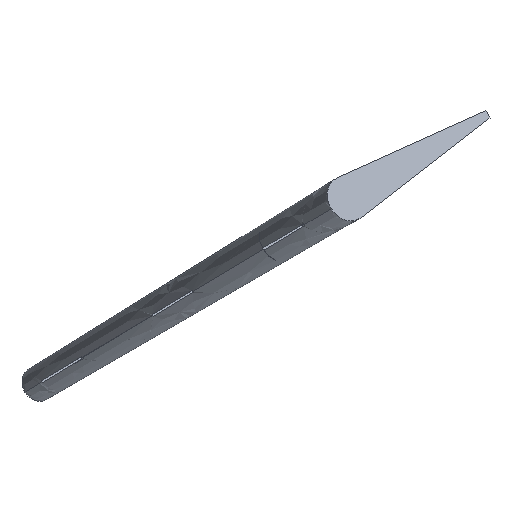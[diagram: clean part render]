
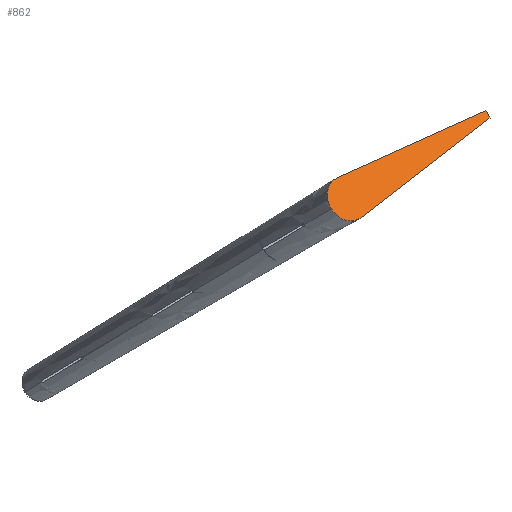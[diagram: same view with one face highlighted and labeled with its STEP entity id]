
A CAD part, isometric view. The second image highlights one B-rep face of the part: STEP entity #862.
In plain terms, the highlighted planar face has unit normal (0, -0.7, 0.714).
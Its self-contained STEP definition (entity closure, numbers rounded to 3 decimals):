
#1 = CARTESIAN_POINT ( 'NONE',  ( 1084.018, 1004.152, 775.22 ) ) ;
#8 = CARTESIAN_POINT ( 'NONE',  ( 1085.186, 1005.207, 776.255 ) ) ;
#19 = VERTEX_POINT ( 'NONE', #542 ) ;
#35 = EDGE_LOOP ( 'NONE', ( #253, #480, #1447, #817, #436 ) ) ;
#67 = CARTESIAN_POINT ( 'NONE',  ( 1088.298, 999.936, 771.083 ) ) ;
#93 = CARTESIAN_POINT ( 'NONE',  ( 1123.587, 1002.837, 773.93 ) ) ;
#102 = CARTESIAN_POINT ( 'NONE',  ( 1083.614, 1002.835, 773.928 ) ) ;
#103 = CARTESIAN_POINT ( 'NONE',  ( 1088.182, 1005.865, 776.9 ) ) ;
#111 = CARTESIAN_POINT ( 'NONE',  ( 1084.957, 1000.731, 771.864 ) ) ;
#193 = VERTEX_POINT ( 'NONE', #103 ) ;
#217 = VECTOR ( 'NONE', #1187, 1000. ) ;
#233 = CARTESIAN_POINT ( 'NONE',  ( 1087.022, 1005.817, 776.854 ) ) ;
#240 = CARTESIAN_POINT ( 'NONE',  ( 1084.225, 1004.425, 775.488 ) ) ;
#245 = VERTEX_POINT ( 'NONE', #383 ) ;
#253 = ORIENTED_EDGE ( 'NONE', *, *, #1485, .T. ) ;
#342 = CARTESIAN_POINT ( 'NONE',  ( 1085.916, 1005.542, 776.584 ) ) ;
#350 = CARTESIAN_POINT ( 'NONE',  ( 1087.596, 1005.872, 776.908 ) ) ;
#356 = FACE_OUTER_BOUND ( 'NONE', #35, .T. ) ;
#383 = CARTESIAN_POINT ( 'NONE',  ( 1123.604, 1003.789, 774.864 ) ) ;
#428 = CARTESIAN_POINT ( 'NONE',  ( 1088.298, 999.936, 771.083 ) ) ;
#436 = ORIENTED_EDGE ( 'NONE', *, *, #1396, .T. ) ;
#439 = CARTESIAN_POINT ( 'NONE',  ( 1117.709, 1004.201, 775.269 ) ) ;
#456 = CARTESIAN_POINT ( 'NONE',  ( 1088.298, 999.936, 771.083 ) ) ;
#465 = CARTESIAN_POINT ( 'NONE',  ( 1126.141, 981.86, 753.349 ) ) ;
#480 = ORIENTED_EDGE ( 'NONE', *, *, #1031, .T. ) ;
#542 = CARTESIAN_POINT ( 'NONE',  ( 1083.614, 1002.835, 773.928 ) ) ;
#550 = B_SPLINE_CURVE_WITH_KNOTS ( 'NONE', 3,
 ( #600, #586, #843, #1327, #1067, #718, #727, #111, #608, #938, #1417, #592, #456 ),
 .UNSPECIFIED., .F., .F.,
 ( 4, 2, 1, 2, 2, 2, 4 ),
 ( 0., 0.25, 0.375, 0.437, 0.5, 0.75, 1. ),
 .UNSPECIFIED. ) ;
#554 = CARTESIAN_POINT ( 'NONE',  ( 1094.092, 1005.58, 776.621 ) ) ;
#564 = AXIS2_PLACEMENT_3D ( 'NONE', #465, #1078, #701 ) ;
#586 = CARTESIAN_POINT ( 'NONE',  ( 1083.63, 1002.417, 773.518 ) ) ;
#592 = CARTESIAN_POINT ( 'NONE',  ( 1087.711, 999.896, 771.044 ) ) ;
#600 = CARTESIAN_POINT ( 'NONE',  ( 1083.614, 1002.835, 773.928 ) ) ;
#608 = CARTESIAN_POINT ( 'NONE',  ( 1085.512, 1000.391, 771.53 ) ) ;
#658 = CARTESIAN_POINT ( 'NONE',  ( 1088.182, 1005.865, 776.9 ) ) ;
#680 = CARTESIAN_POINT ( 'NONE',  ( 1100., 1005.266, 776.313 ) ) ;
#701 = DIRECTION ( 'NONE',  ( 0., 0.714, 0.7 ) ) ;
#702 = CARTESIAN_POINT ( 'NONE',  ( 1083.72, 1003.665, 774.742 ) ) ;
#707 = LINE ( 'NONE', #93, #217 ) ;
#708 = CARTESIAN_POINT ( 'NONE',  ( 1084.082, 1004.244, 775.311 ) ) ;
#718 = CARTESIAN_POINT ( 'NONE',  ( 1084.651, 1000.954, 772.083 ) ) ;
#727 = CARTESIAN_POINT ( 'NONE',  ( 1084.851, 1000.804, 771.935 ) ) ;
#786 = CARTESIAN_POINT ( 'NONE',  ( 1111.808, 1004.575, 775.636 ) ) ;
#817 = ORIENTED_EDGE ( 'NONE', *, *, #923, .F. ) ;
#819 = CARTESIAN_POINT ( 'NONE',  ( 1085.418, 1005.33, 776.376 ) ) ;
#838 = PLANE ( 'NONE',  #564 ) ;
#843 = CARTESIAN_POINT ( 'NONE',  ( 1083.765, 1002.019, 773.127 ) ) ;
#845 = B_SPLINE_CURVE_WITH_KNOTS ( 'NONE', 3,
 ( #1080, #971, #350, #233, #941, #956, #342, #819, #8, #1071, #1300, #240, #708, #1, #702, #1179, #102 ),
 .UNSPECIFIED., .F., .F.,
 ( 4, 2, 2, 2, 2, 1, 2, 2, 4 ),
 ( 0., 0.125, 0.25, 0.375, 0.5, 0.625, 0.687, 0.75, 1. ),
 .UNSPECIFIED. ) ;
#862 = ADVANCED_FACE ( 'NONE', ( #356 ), #838, .F. ) ;
#898 = B_SPLINE_CURVE_WITH_KNOTS ( 'NONE', 3,
 ( #67, #1029, #919, #912, #1515, #1395 ),
 .UNSPECIFIED., .F., .F.,
 ( 4, 2, 4 ),
 ( 0.006, 0.024, 0.042 ),
 .UNSPECIFIED. ) ;
#912 = CARTESIAN_POINT ( 'NONE',  ( 1111.837, 1001.693, 772.808 ) ) ;
#919 = CARTESIAN_POINT ( 'NONE',  ( 1100.074, 1000.769, 771.901 ) ) ;
#923 = EDGE_CURVE ( 'NONE', #245, #1297, #707, .T. ) ;
#938 = CARTESIAN_POINT ( 'NONE',  ( 1086.015, 1000.191, 771.334 ) ) ;
#941 = CARTESIAN_POINT ( 'NONE',  ( 1086.741, 1005.769, 776.807 ) ) ;
#956 = CARTESIAN_POINT ( 'NONE',  ( 1086.181, 1005.63, 776.67 ) ) ;
#971 = CARTESIAN_POINT ( 'NONE',  ( 1087.887, 1005.879, 776.914 ) ) ;
#1029 = CARTESIAN_POINT ( 'NONE',  ( 1094.188, 1000.337, 771.477 ) ) ;
#1031 = EDGE_CURVE ( 'NONE', #19, #1291, #550, .T. ) ;
#1049 = CARTESIAN_POINT ( 'NONE',  ( 1123.585, 1002.714, 773.809 ) ) ;
#1066 = B_SPLINE_CURVE_WITH_KNOTS ( 'NONE', 3,
 ( #1259, #439, #786, #680, #554, #658 ),
 .UNSPECIFIED., .F., .F.,
 ( 4, 2, 4 ),
 ( 0., 0.018, 0.036 ),
 .UNSPECIFIED. ) ;
#1067 = CARTESIAN_POINT ( 'NONE',  ( 1084.37, 1001.189, 772.313 ) ) ;
#1071 = CARTESIAN_POINT ( 'NONE',  ( 1084.749, 1004.92, 775.974 ) ) ;
#1078 = DIRECTION ( 'NONE',  ( 0., 0.7, -0.714 ) ) ;
#1080 = CARTESIAN_POINT ( 'NONE',  ( 1088.182, 1005.865, 776.9 ) ) ;
#1179 = CARTESIAN_POINT ( 'NONE',  ( 1083.606, 1003.259, 774.344 ) ) ;
#1187 = DIRECTION ( 'NONE',  ( -0.013, -0.714, -0.7 ) ) ;
#1259 = CARTESIAN_POINT ( 'NONE',  ( 1123.604, 1003.789, 774.864 ) ) ;
#1291 = VERTEX_POINT ( 'NONE', #428 ) ;
#1297 = VERTEX_POINT ( 'NONE', #1049 ) ;
#1300 = CARTESIAN_POINT ( 'NONE',  ( 1084.459, 1004.687, 775.745 ) ) ;
#1327 = CARTESIAN_POINT ( 'NONE',  ( 1084.144, 1001.453, 772.572 ) ) ;
#1395 = CARTESIAN_POINT ( 'NONE',  ( 1123.585, 1002.714, 773.809 ) ) ;
#1396 = EDGE_CURVE ( 'NONE', #245, #193, #1066, .T. ) ;
#1399 = EDGE_CURVE ( 'NONE', #1291, #1297, #898, .T. ) ;
#1417 = CARTESIAN_POINT ( 'NONE',  ( 1087.137, 999.939, 771.086 ) ) ;
#1447 = ORIENTED_EDGE ( 'NONE', *, *, #1399, .T. ) ;
#1485 = EDGE_CURVE ( 'NONE', #193, #19, #845, .T. ) ;
#1515 = CARTESIAN_POINT ( 'NONE',  ( 1117.714, 1002.184, 773.29 ) ) ;
